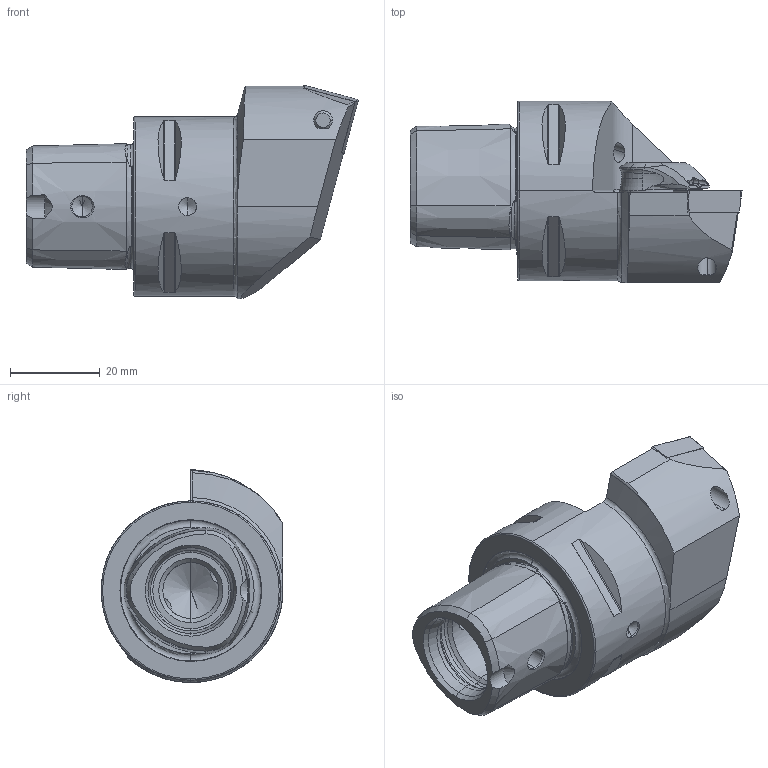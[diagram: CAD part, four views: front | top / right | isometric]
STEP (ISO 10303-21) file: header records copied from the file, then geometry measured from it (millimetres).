
FILE_DESCRIPTION (( 'STEP AP203' ), '1' );
FILE_NAME ('PS4.KSB.LBA.050-HP.STEP', '2024-08-22T13:34:16', ( '' ), ( '' ), 'SwSTEP 2.0', 'SolidWorks 2022', '' );
FILE_SCHEMA (( 'CONFIG_CONTROL_DESIGN' ));
Length unit declared in the file: millimetre
Products named in the file (11): CHP-ER1.008.011_A; CHP-PCX.000.022_Düse; CHP-PCX.000.022_B; DIN 7991 - M5x18; WCC-ER2.001.010_A; ISO 8752 2x8; SCMT120404; DIN 3771 - 13x1; PS4-KSB.LBA.050-HP_A; PS4.KSB.LBA.050-HP; DIN 3771 - 6.5x1.5
Assembly tree (10 placements, depth 3):
  PS4.KSB.LBA.050-HP
    PS4-KSB.LBA.050-HP_A
    WCC-ER2.001.010_A
    SCMT120404
    CHP-PCX.000.022_Düse
      CHP-PCX.000.022_B
      DIN 3771 - 13x1
      DIN 3771 - 6.5x1.5
      DIN 7991 - M5x18
    ISO 8752 2x8
    CHP-ER1.008.011_A
Bounding box: 74 x 40.5 x 47.5 mm (x, y, z)
Volume: 50533 mm3; surface area: 16417.2 mm2
Topology: 9 solids, 9 shells, 483 faces, 1200 edges, 717 vertices
Faces by surface type: cylinder 133, cone 124, plane 101, torus 75, bspline 50
Entity records: 19087 total; most frequent: CARTESIAN_POINT 7193, ORIENTED_EDGE 2344, DIRECTION 2145, EDGE_CURVE 1172, AXIS2_PLACEMENT_3D 877, VERTEX_POINT 717, EDGE_LOOP 513, ADVANCED_FACE 483
